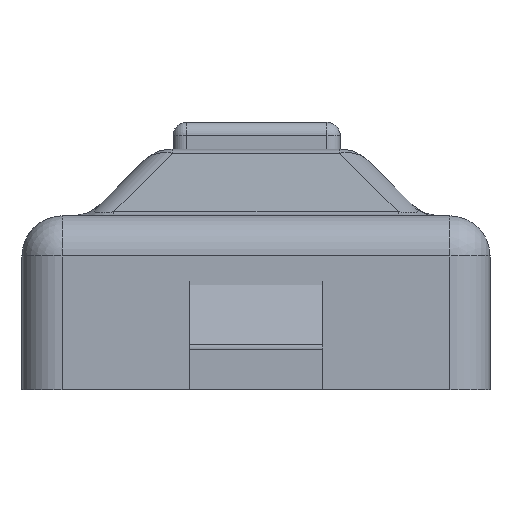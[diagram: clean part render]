
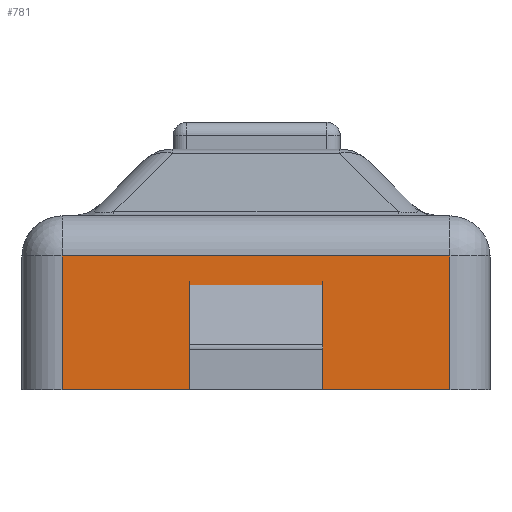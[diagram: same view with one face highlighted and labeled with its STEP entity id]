
A CAD part, left-side view. The second image highlights one B-rep face of the part: STEP entity #781.
In plain terms, the highlighted planar face has unit normal (-1, 0, 0).
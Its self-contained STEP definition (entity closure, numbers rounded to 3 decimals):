
#12=CARTESIAN_POINT('',(0.,0.,0.));
#13=DIRECTION('',(0.,0.,1.));
#17=DIRECTION('',(1.,0.,0.));
#46=DIRECTION('',(0.,1.,0.));
#49=CARTESIAN_POINT('',(0.,0.));
#50=VECTOR('',#51,1.);
#51=DIRECTION('',(1.,0.));
#52=( GEOMETRIC_REPRESENTATION_CONTEXT(2) PARAMETRIC_REPRESENTATION_CONTEXT() REPRESENTATION_CONTEXT('2D SPACE',''  ) );
#58=DEFINITIONAL_REPRESENTATION('',(#59),#52);
#59=LINE('',#49,#60);
#60=VECTOR('',#61,1.);
#61=DIRECTION('',(0.,1.));
#71=DEFINITIONAL_REPRESENTATION('',(#72),#52);
#72=LINE('',#49,#73);
#73=VECTOR('',#74,1.);
#74=DIRECTION('',(0.,-1.));
#610=VECTOR('',#611,1.);
#611=DIRECTION('',(-0.,1.));
#641=DEFINITIONAL_REPRESENTATION('',(#642),#52);
#642=LINE('',#643,#610);
#643=CARTESIAN_POINT('',(-0.,0.));
#719=VECTOR('',#720,1.);
#720=DIRECTION('',(0.,-1.));
#781=ADVANCED_FACE('',(#782),#795,.F.);
#782=FACE_BOUND('',#783,.F.);
#783=EDGE_LOOP('',(#784,#800,#817,#834));
#784=ORIENTED_EDGE('',*,*,#785,.T.);
#785=EDGE_CURVE('',#786,#788,#790,.T.);
#786=VERTEX_POINT('',#787);
#787=CARTESIAN_POINT('',(0.,0.3,0.));
#788=VERTEX_POINT('',#789);
#789=CARTESIAN_POINT('',(0.,3.2,0.));
#790=SURFACE_CURVE('',#791,(#794,#797),.PCURVE_S1.);
#791=LINE('',#12,#792);
#792=VECTOR('',#793,1.);
#793=DIRECTION('',(0.,1.,0.));
#794=PCURVE('',#795,#71);
#795=PLANE('',#796);
#796=AXIS2_PLACEMENT_3D('',#12,#17,#13);
#797=PCURVE('',#798,#58);
#798=PLANE('',#799);
#799=AXIS2_PLACEMENT_3D('',#12,#13,#17);
#800=ORIENTED_EDGE('',*,*,#801,.T.);
#801=EDGE_CURVE('',#788,#802,#804,.T.);
#802=VERTEX_POINT('',#803);
#803=CARTESIAN_POINT('',(0.,3.2,1.));
#804=SURFACE_CURVE('',#805,(#808,#812),.PCURVE_S1.);
#805=LINE('',#806,#807);
#806=CARTESIAN_POINT('',(0.,3.2,0.));
#807=VECTOR('',#13,1.);
#808=PCURVE('',#795,#809);
#809=DEFINITIONAL_REPRESENTATION('',(#810),#52);
#810=LINE('',#811,#50);
#811=CARTESIAN_POINT('',(0.,-3.2));
#812=PCURVE('',#813,#641);
#813=CYLINDRICAL_SURFACE('',#814,0.3);
#814=AXIS2_PLACEMENT_3D('',#815,#13,#816);
#815=CARTESIAN_POINT('',(0.3,3.2,0.));
#816=DIRECTION('',(-1.,-0.,0.));
#817=ORIENTED_EDGE('',*,*,#818,.F.);
#818=EDGE_CURVE('',#819,#802,#821,.T.);
#819=VERTEX_POINT('',#820);
#820=CARTESIAN_POINT('',(0.,0.3,1.));
#821=SURFACE_CURVE('',#822,(#825,#829),.PCURVE_S1.);
#822=LINE('',#823,#824);
#823=CARTESIAN_POINT('',(0.,0.,1.));
#824=VECTOR('',#46,1.);
#825=PCURVE('',#795,#826);
#826=DEFINITIONAL_REPRESENTATION('',(#827),#52);
#827=LINE('',#828,#719);
#828=CARTESIAN_POINT('',(1.,0.));
#829=PCURVE('',#830,#58);
#830=CYLINDRICAL_SURFACE('',#831,0.3);
#831=AXIS2_PLACEMENT_3D('',#832,#46,#833);
#832=CARTESIAN_POINT('',(0.3,0.,1.));
#833=DIRECTION('',(-1.,0.,-0.));
#834=ORIENTED_EDGE('',*,*,#835,.F.);
#835=EDGE_CURVE('',#786,#819,#836,.T.);
#836=SURFACE_CURVE('',#837,(#839,#843),.PCURVE_S1.);
#837=LINE('',#838,#807);
#838=CARTESIAN_POINT('',(0.,0.3,0.));
#839=PCURVE('',#795,#840);
#840=DEFINITIONAL_REPRESENTATION('',(#841),#52);
#841=LINE('',#842,#50);
#842=CARTESIAN_POINT('',(0.,-0.3));
#843=PCURVE('',#844,#58);
#844=CYLINDRICAL_SURFACE('',#845,0.3);
#845=AXIS2_PLACEMENT_3D('',#846,#13,#816);
#846=CARTESIAN_POINT('',(0.3,0.3,0.));
